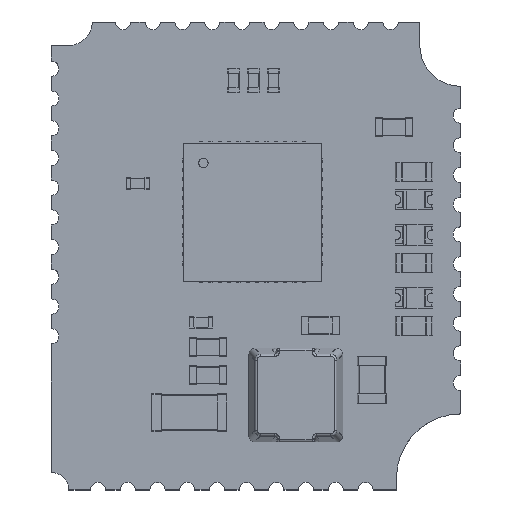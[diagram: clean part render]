
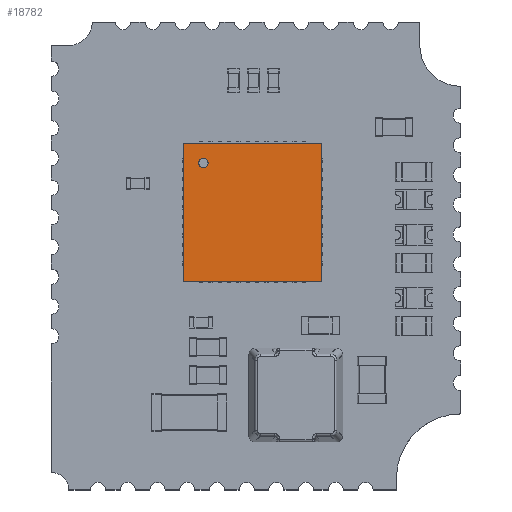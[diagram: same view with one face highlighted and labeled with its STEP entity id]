
A CAD part, top view. The second image highlights one B-rep face of the part: STEP entity #18782.
In plain terms, the highlighted free-form (B-spline) face has degree [1, 1] with [2, 2] control points.
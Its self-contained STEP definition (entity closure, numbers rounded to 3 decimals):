
#72 = CARTESIAN_POINT ( 'NONE',  ( -2.95, -2.95, 1.1 ) ) ;
#513 = VERTEX_POINT ( 'NONE', #17096 ) ;
#2227 = EDGE_CURVE ( 'NONE', #11608, #2472, #10173, .T. ) ;
#2438 = CARTESIAN_POINT ( 'NONE',  ( -2.1, 1.9, 1.1 ) ) ;
#2472 = VERTEX_POINT ( 'NONE', #4124 ) ;
#2516 = CARTESIAN_POINT ( 'NONE',  ( -2.1, 2.3, 1.1 ) ) ;
#2599 = CARTESIAN_POINT ( 'NONE',  ( 2.95, -2.95, 1.1 ) ) ;
#3412 = FACE_OUTER_BOUND ( 'NONE', #14065, .T. ) ;
#3454 = CARTESIAN_POINT ( 'NONE',  ( -2.1, 1.9, 1.1 ) ) ;
#3717 = CARTESIAN_POINT ( 'NONE',  ( -2.95, -2.95, 1.1 ) ) ;
#4124 = CARTESIAN_POINT ( 'NONE',  ( 2.95, -2.95, 1.1 ) ) ;
#4495 = CARTESIAN_POINT ( 'NONE',  ( -2.1, 1.9, 1.1 ) ) ;
#5221 = B_SPLINE_CURVE_WITH_KNOTS ( 'NONE', 1,
 ( #23294, #15618 ),
 .UNSPECIFIED., .F., .F.,
 ( 2, 2 ),
 ( 0., 5.9 ),
 .UNSPECIFIED. ) ;
#6207 = CARTESIAN_POINT ( 'NONE',  ( -2.446, 1.9, 1.1 ) ) ;
#6331 = CARTESIAN_POINT ( 'NONE',  ( -2.215, 2.3, 1.1 ) ) ;
#6853 = CARTESIAN_POINT ( 'NONE',  ( 2.95, -2.95, 1.1 ) ) ;
#8077 = CARTESIAN_POINT ( 'NONE',  ( -1.754, 1.9, 1.1 ) ) ;
#8156 =( BOUNDED_CURVE ( )  B_SPLINE_CURVE ( 2, ( #13341, #22894, #19027, #8077, #4495 ),
 .UNSPECIFIED., .F., .F. ) 
 B_SPLINE_CURVE_WITH_KNOTS ( ( 3, 2, 3 ),
 ( 3.142, 4.189, 6.283 ),
 .UNSPECIFIED. ) 
 CURVE ( )  GEOMETRIC_REPRESENTATION_ITEM ( )  RATIONAL_B_SPLINE_CURVE ( ( 0.75, 0.75, 1., 0.5, 1. ) ) 
 REPRESENTATION_ITEM ( '' )  );
#8176 = CARTESIAN_POINT ( 'NONE',  ( -2.273, 2.2, 1.1 ) ) ;
#8561 = B_SPLINE_CURVE_WITH_KNOTS ( 'NONE', 1,
 ( #13406, #3717 ),
 .UNSPECIFIED., .F., .F.,
 ( 2, 2 ),
 ( 0., 5.9 ),
 .UNSPECIFIED. ) ;
#9463 = ORIENTED_EDGE ( 'NONE', *, *, #20020, .T. ) ;
#10010 = CARTESIAN_POINT ( 'NONE',  ( -2.95, 2.95, 1.1 ) ) ;
#10173 = B_SPLINE_CURVE_WITH_KNOTS ( 'NONE', 1,
 ( #20637, #6853 ),
 .UNSPECIFIED., .F., .F.,
 ( 2, 2 ),
 ( 0., 5.9 ),
 .UNSPECIFIED. ) ;
#10255 = CARTESIAN_POINT ( 'NONE',  ( -2.1, 2.3, 1.1 ) ) ;
#11608 = VERTEX_POINT ( 'NONE', #72 ) ;
#12091 = EDGE_CURVE ( 'NONE', #13674, #11608, #8561, .T. ) ;
#12705 = B_SPLINE_SURFACE_WITH_KNOTS ( 'NONE', 1, 1, ( 
 ( #10010, #13569 ),
 ( #17407, #17634 ) ),
 .UNSPECIFIED., .F., .F., .F.,
 ( 2, 2 ),
 ( 2, 2 ),
 ( 0., 5.9 ),
 ( 0., 5.9 ),
 .UNSPECIFIED. ) ;
#13310 = VERTEX_POINT ( 'NONE', #2516 ) ;
#13341 = CARTESIAN_POINT ( 'NONE',  ( -2.1, 2.3, 1.1 ) ) ;
#13406 = CARTESIAN_POINT ( 'NONE',  ( -2.95, 2.95, 1.1 ) ) ;
#13569 = CARTESIAN_POINT ( 'NONE',  ( 2.95, 2.95, 1.1 ) ) ;
#13674 = VERTEX_POINT ( 'NONE', #21103 ) ;
#14065 = EDGE_LOOP ( 'NONE', ( #22222, #15203, #23155, #17565 ) ) ;
#15203 = ORIENTED_EDGE ( 'NONE', *, *, #12091, .T. ) ;
#15618 = CARTESIAN_POINT ( 'NONE',  ( 2.95, 2.95, 1.1 ) ) ;
#15860 = EDGE_CURVE ( 'NONE', #13674, #513, #5221, .T. ) ;
#16338 =( BOUNDED_CURVE ( )  B_SPLINE_CURVE ( 2, ( #2438, #6207, #8176, #6331, #10255 ),
 .UNSPECIFIED., .F., .F. ) 
 B_SPLINE_CURVE_WITH_KNOTS ( ( 3, 2, 3 ),
 ( 0., 2.094, 3.142 ),
 .UNSPECIFIED. ) 
 CURVE ( )  GEOMETRIC_REPRESENTATION_ITEM ( )  RATIONAL_B_SPLINE_CURVE ( ( 1., 0.5, 1., 0.75, 0.75 ) ) 
 REPRESENTATION_ITEM ( '' )  );
#16792 = FACE_BOUND ( 'NONE', #22883, .T. ) ;
#17096 = CARTESIAN_POINT ( 'NONE',  ( 2.95, 2.95, 1.1 ) ) ;
#17122 = VERTEX_POINT ( 'NONE', #3454 ) ;
#17407 = CARTESIAN_POINT ( 'NONE',  ( -2.95, -2.95, 1.1 ) ) ;
#17565 = ORIENTED_EDGE ( 'NONE', *, *, #19284, .F. ) ;
#17634 = CARTESIAN_POINT ( 'NONE',  ( 2.95, -2.95, 1.1 ) ) ;
#18782 = ADVANCED_FACE ( 'NONE', ( #16792, #3412 ), #12705, .T. ) ;
#19027 = CARTESIAN_POINT ( 'NONE',  ( -1.927, 2.2, 1.1 ) ) ;
#19284 = EDGE_CURVE ( 'NONE', #513, #2472, #22794, .T. ) ;
#20020 = EDGE_CURVE ( 'NONE', #17122, #13310, #16338, .T. ) ;
#20637 = CARTESIAN_POINT ( 'NONE',  ( -2.95, -2.95, 1.1 ) ) ;
#21103 = CARTESIAN_POINT ( 'NONE',  ( -2.95, 2.95, 1.1 ) ) ;
#21952 = EDGE_CURVE ( 'NONE', #13310, #17122, #8156, .T. ) ;
#22112 = ORIENTED_EDGE ( 'NONE', *, *, #21952, .T. ) ;
#22222 = ORIENTED_EDGE ( 'NONE', *, *, #15860, .F. ) ;
#22709 = CARTESIAN_POINT ( 'NONE',  ( 2.95, 2.95, 1.1 ) ) ;
#22794 = B_SPLINE_CURVE_WITH_KNOTS ( 'NONE', 1,
 ( #22709, #2599 ),
 .UNSPECIFIED., .F., .F.,
 ( 2, 2 ),
 ( 0., 5.9 ),
 .UNSPECIFIED. ) ;
#22883 = EDGE_LOOP ( 'NONE', ( #9463, #22112 ) ) ;
#22894 = CARTESIAN_POINT ( 'NONE',  ( -1.985, 2.3, 1.1 ) ) ;
#23155 = ORIENTED_EDGE ( 'NONE', *, *, #2227, .T. ) ;
#23294 = CARTESIAN_POINT ( 'NONE',  ( -2.95, 2.95, 1.1 ) ) ;
